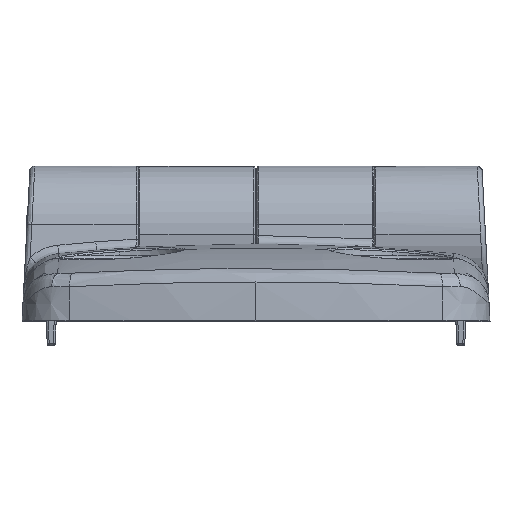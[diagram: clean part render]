
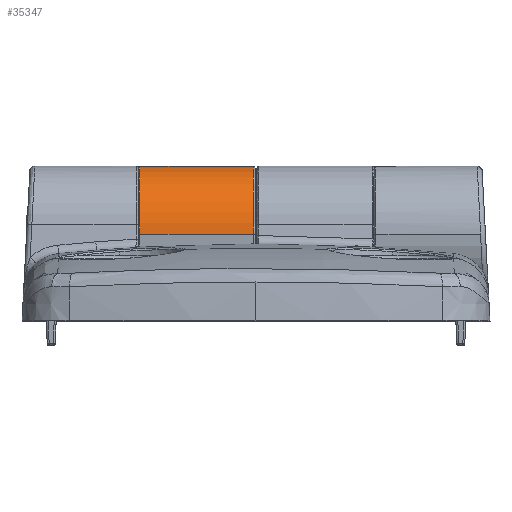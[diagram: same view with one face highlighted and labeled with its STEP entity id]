
A CAD part, top view. The second image highlights one B-rep face of the part: STEP entity #35347.
In plain terms, the highlighted cylindrical face has radius 7 mm (diameter 14 mm), a partial arc.
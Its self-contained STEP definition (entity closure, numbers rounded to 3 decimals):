
#421 = DIRECTION ( 'NONE',  ( 0., 0., 1. ) ) ;
#457 = LINE ( 'NONE', #44667, #18490 ) ;
#554 = DIRECTION ( 'NONE',  ( -1., 0., 0. ) ) ;
#597 = CARTESIAN_POINT ( 'NONE',  ( -11.9, 8.9, 0. ) ) ;
#3390 = DIRECTION ( 'NONE',  ( -1., 0., 0. ) ) ;
#7311 = VECTOR ( 'NONE', #13307, 1000. ) ;
#7382 = CARTESIAN_POINT ( 'NONE',  ( -0.3, 8.9, 7. ) ) ;
#8090 = ORIENTED_EDGE ( 'NONE', *, *, #27711, .F. ) ;
#8355 = EDGE_CURVE ( 'NONE', #28158, #37066, #33776, .T. ) ;
#9145 = ORIENTED_EDGE ( 'NONE', *, *, #8355, .T. ) ;
#13307 = DIRECTION ( 'NONE',  ( -1., 0., 0. ) ) ;
#13351 = EDGE_CURVE ( 'NONE', #28158, #32371, #26821, .T. ) ;
#15484 = CARTESIAN_POINT ( 'NONE',  ( -11.9, 8.9, 7. ) ) ;
#16973 = AXIS2_PLACEMENT_3D ( 'NONE', #597, #554, #421 ) ;
#17458 = FACE_OUTER_BOUND ( 'NONE', #44563, .T. ) ;
#18490 = VECTOR ( 'NONE', #31104, 1000. ) ;
#18690 = EDGE_CURVE ( 'NONE', #28405, #37066, #20082, .T. ) ;
#20082 = CIRCLE ( 'NONE', #16973, 7. ) ;
#23474 = DIRECTION ( 'NONE',  ( 0., 0., 1. ) ) ;
#26821 = CIRCLE ( 'NONE', #39423, 7. ) ;
#27711 = EDGE_CURVE ( 'NONE', #32371, #28405, #457, .T. ) ;
#28158 = VERTEX_POINT ( 'NONE', #32102 ) ;
#28405 = VERTEX_POINT ( 'NONE', #15484 ) ;
#28760 = ORIENTED_EDGE ( 'NONE', *, *, #18690, .F. ) ;
#31104 = DIRECTION ( 'NONE',  ( -1., 0., 0. ) ) ;
#32102 = CARTESIAN_POINT ( 'NONE',  ( -0.3, 9.874, -6.932 ) ) ;
#32371 = VERTEX_POINT ( 'NONE', #7382 ) ;
#32578 = CYLINDRICAL_SURFACE ( 'NONE', #33769, 7. ) ;
#33769 = AXIS2_PLACEMENT_3D ( 'NONE', #47879, #3390, #23474 ) ;
#33776 = LINE ( 'NONE', #46005, #7311 ) ;
#35347 = ADVANCED_FACE ( 'NONE', ( #17458 ), #32578, .T. ) ;
#35569 = DIRECTION ( 'NONE',  ( 0., 0., 1. ) ) ;
#35675 = DIRECTION ( 'NONE',  ( 1., 0., 0. ) ) ;
#36148 = CARTESIAN_POINT ( 'NONE',  ( -0.3, 8.9, 0. ) ) ;
#37066 = VERTEX_POINT ( 'NONE', #40497 ) ;
#39423 = AXIS2_PLACEMENT_3D ( 'NONE', #36148, #35675, #35569 ) ;
#40497 = CARTESIAN_POINT ( 'NONE',  ( -11.9, 9.874, -6.932 ) ) ;
#42460 = ORIENTED_EDGE ( 'NONE', *, *, #13351, .F. ) ;
#44563 = EDGE_LOOP ( 'NONE', ( #8090, #42460, #9145, #28760 ) ) ;
#44667 = CARTESIAN_POINT ( 'NONE',  ( 45.678, 8.9, 7. ) ) ;
#46005 = CARTESIAN_POINT ( 'NONE',  ( 45.678, 9.874, -6.932 ) ) ;
#47879 = CARTESIAN_POINT ( 'NONE',  ( 45.678, 8.9, 0. ) ) ;
